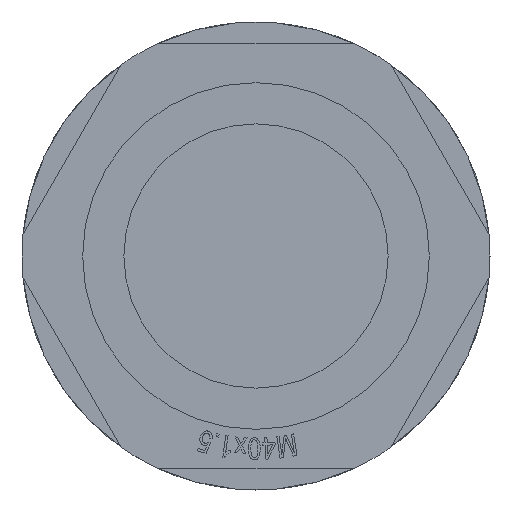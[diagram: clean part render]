
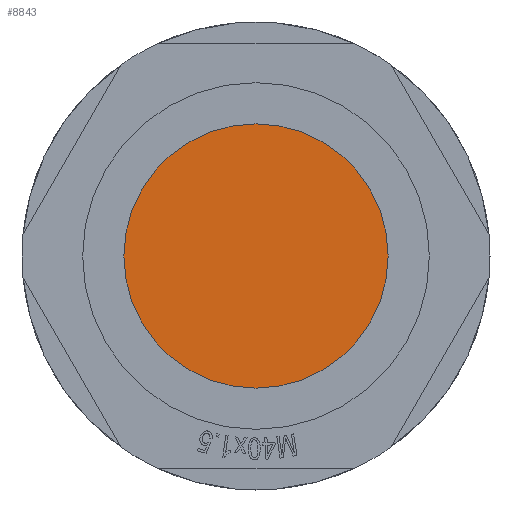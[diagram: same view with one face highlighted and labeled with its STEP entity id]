
A CAD part, front view. The second image highlights one B-rep face of the part: STEP entity #8843.
In plain terms, the highlighted planar face has unit normal (0, -1, 0).
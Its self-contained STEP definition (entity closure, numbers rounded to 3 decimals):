
#240 = AXIS2_PLACEMENT_3D ( 'NONE', #17822, #9534, #1218 ) ;
#368 = ORIENTED_EDGE ( 'NONE', *, *, #7672, .T. ) ;
#872 = FACE_OUTER_BOUND ( 'NONE', #16267, .T. ) ;
#1120 = AXIS2_PLACEMENT_3D ( 'NONE', #10962, #2652, #12350 ) ;
#1218 = DIRECTION ( 'NONE',  ( -1., 0., 0. ) ) ;
#1535 = ORIENTED_EDGE ( 'NONE', *, *, #4083, .T. ) ;
#1540 = DIRECTION ( 'NONE',  ( 0., -1., 0. ) ) ;
#2652 = DIRECTION ( 'NONE',  ( 0., -1., 0. ) ) ;
#4083 = EDGE_CURVE ( 'NONE', #11959, #7511, #14625, .T. ) ;
#5877 = CIRCLE ( 'NONE', #1120, 16. ) ;
#7511 = VERTEX_POINT ( 'NONE', #17138 ) ;
#7672 = EDGE_CURVE ( 'NONE', #7511, #11959, #5877, .T. ) ;
#8714 = CARTESIAN_POINT ( 'NONE',  ( 16., 58.2, 0. ) ) ;
#8843 = ADVANCED_FACE ( 'NONE', ( #872 ), #12256, .F. ) ;
#9534 = DIRECTION ( 'NONE',  ( 0., 1., 0. ) ) ;
#9859 = CARTESIAN_POINT ( 'NONE',  ( 0., 58.2, 0. ) ) ;
#10962 = CARTESIAN_POINT ( 'NONE',  ( 0., 58.2, 0. ) ) ;
#11258 = DIRECTION ( 'NONE',  ( -1., 0., 0. ) ) ;
#11959 = VERTEX_POINT ( 'NONE', #8714 ) ;
#12256 = PLANE ( 'NONE',  #240 ) ;
#12350 = DIRECTION ( 'NONE',  ( -1., 0., 0. ) ) ;
#14625 = CIRCLE ( 'NONE', #15984, 16. ) ;
#15984 = AXIS2_PLACEMENT_3D ( 'NONE', #9859, #1540, #11258 ) ;
#16267 = EDGE_LOOP ( 'NONE', ( #1535, #368 ) ) ;
#17138 = CARTESIAN_POINT ( 'NONE',  ( -16., 58.2, 0. ) ) ;
#17822 = CARTESIAN_POINT ( 'NONE',  ( 0., 58.2, 0. ) ) ;
